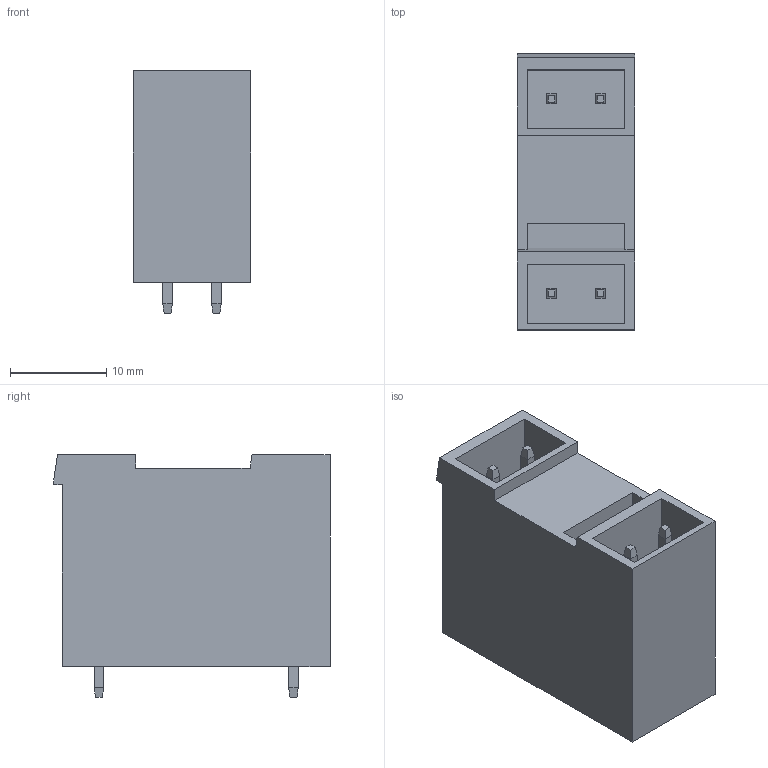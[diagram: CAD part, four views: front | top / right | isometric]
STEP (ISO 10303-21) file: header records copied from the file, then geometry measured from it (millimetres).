
FILE_DESCRIPTION(('CATIA V5 STEP Exchange','CAx-IF Rec.Pracs.--- Model Styling and Organization---1.2---2011-12-15'),'2;1');
FILE_NAME ('D1453122_0_1602390000_1602390000.stp','2018-11-03T07:01:48+00:00',('none'),('Weidmueller'),'CATIA Version 5-6 Release 2014','CATIA V5 STEP AP214','none');
FILE_SCHEMA(('AUTOMOTIVE_DESIGN { 1 0 10303 214 1 1 1 1 }'));
Length unit declared in the file: millimetre
Products named in the file (1): 1602390000
Bounding box: 12.16 x 28.68 x 25.2 mm (x, y, z)
Volume: 4133.4 mm3; surface area: 4620.7 mm2
Topology: 5 solids, 5 shells, 106 faces, 250 edges, 156 vertices
Faces by surface type: plane 106
Entity records: 2778 total; most frequent: CARTESIAN_POINT 508, ORIENTED_EDGE 500, DIRECTION 356, EDGE_CURVE 250, VECTOR 218, LINE 218, VERTEX_POINT 156, EDGE_LOOP 116
